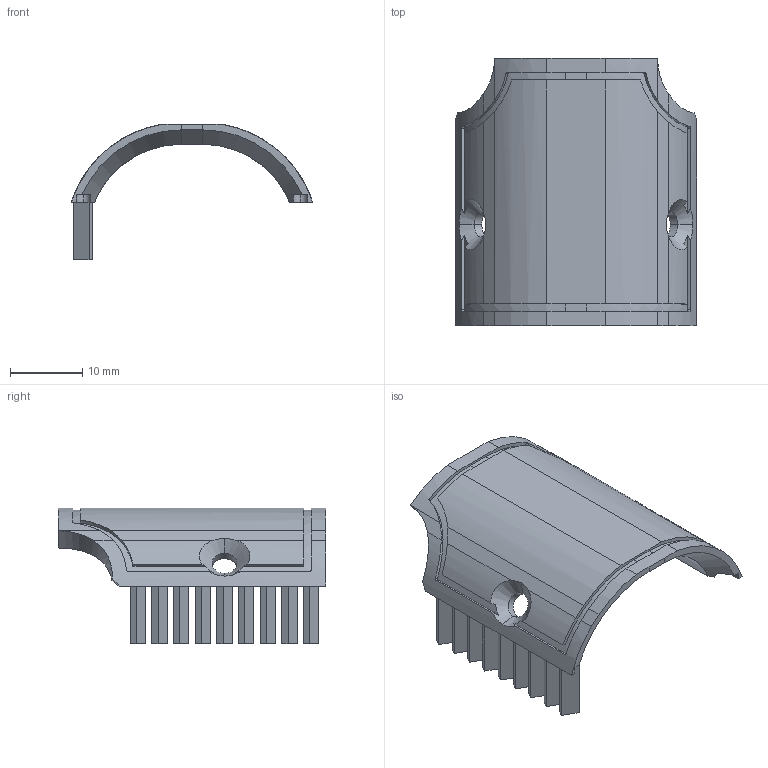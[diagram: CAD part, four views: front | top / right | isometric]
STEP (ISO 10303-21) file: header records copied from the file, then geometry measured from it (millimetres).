
FILE_DESCRIPTION (( 'STEP AP214' ), '1' );
FILE_NAME ('CAPOT SUPERIEUR UR.STEP', '2020-02-26T17:43:55', ( '' ), ( '' ), 'SwSTEP 2.0', 'SolidWorks 2019', '' );
FILE_SCHEMA (( 'AUTOMOTIVE_DESIGN' ));
Length unit declared in the file: millimetre
Products named in the file (1): CAPOT SUPERIEUR UR
Bounding box: 33.4 x 37 x 18.8 mm (x, y, z)
Volume: 3708.2 mm3; surface area: 3808 mm2
Topology: 10 solids, 10 shells, 147 faces, 367 edges, 238 vertices
Faces by surface type: plane 101, cylinder 28, bspline 12, cone 6
Entity records: 5982 total; most frequent: CARTESIAN_POINT 2015, ORIENTED_EDGE 734, DIRECTION 587, EDGE_CURVE 367, VERTEX_POINT 238, VECTOR 227, LINE 227, AXIS2_PLACEMENT_3D 180
